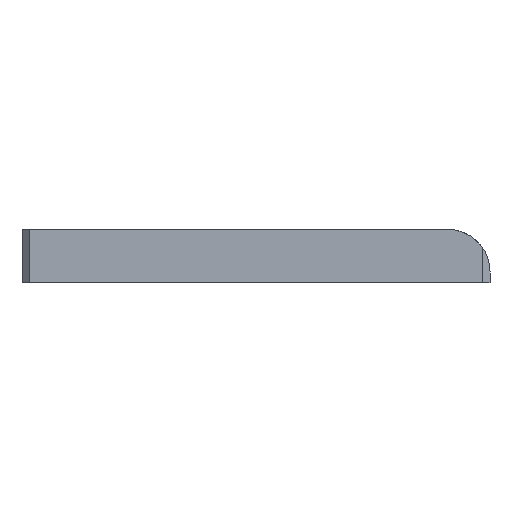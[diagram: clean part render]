
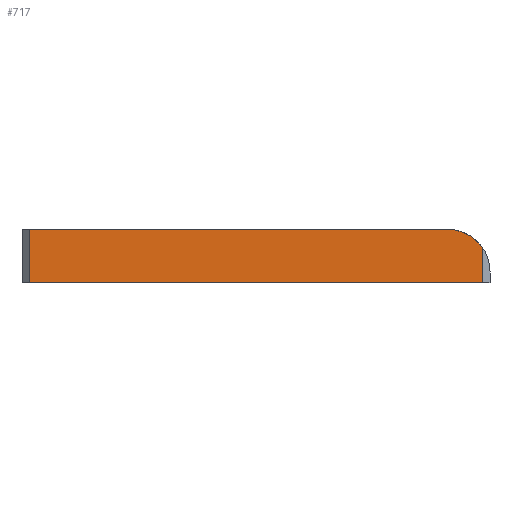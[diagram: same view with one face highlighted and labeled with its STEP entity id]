
A CAD part, left-side view. The second image highlights one B-rep face of the part: STEP entity #717.
In plain terms, the highlighted planar face has unit normal (-1, 0, 0).
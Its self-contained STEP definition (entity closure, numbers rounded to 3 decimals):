
#40 = CARTESIAN_POINT ( 'NONE',  ( 0., 2., 15. ) ) ;
#88 = ORIENTED_EDGE ( 'NONE', *, *, #1721, .T. ) ;
#105 = CARTESIAN_POINT ( 'NONE',  ( 0., 0., 15. ) ) ;
#147 = VERTEX_POINT ( 'NONE', #1400 ) ;
#192 = CARTESIAN_POINT ( 'NONE',  ( 0., 2., 0. ) ) ;
#217 = CARTESIAN_POINT ( 'NONE',  ( 0., 0., 0. ) ) ;
#398 = DIRECTION ( 'NONE',  ( -1., 0., 0. ) ) ;
#405 = CARTESIAN_POINT ( 'NONE',  ( 0., 12., 15. ) ) ;
#547 = CIRCLE ( 'NONE', #1274, 12. ) ;
#686 = EDGE_LOOP ( 'NONE', ( #1767, #2076, #1387, #88, #2199 ) ) ;
#717 = ADVANCED_FACE ( 'NONE', ( #2615 ), #740, .F. ) ;
#726 = DIRECTION ( 'NONE',  ( 0., 0., -1. ) ) ;
#733 = CARTESIAN_POINT ( 'NONE',  ( 0., 130., 0. ) ) ;
#740 = PLANE ( 'NONE',  #1060 ) ;
#781 = CARTESIAN_POINT ( 'NONE',  ( 0., 130., 15. ) ) ;
#806 = EDGE_CURVE ( 'NONE', #147, #1349, #1815, .T. ) ;
#887 = DIRECTION ( 'NONE',  ( 0., 0., -1. ) ) ;
#1015 = DIRECTION ( 'NONE',  ( 0., 0., -1. ) ) ;
#1059 = CARTESIAN_POINT ( 'NONE',  ( 0., 2., 9.633 ) ) ;
#1060 = AXIS2_PLACEMENT_3D ( 'NONE', #2101, #1198, #726 ) ;
#1198 = DIRECTION ( 'NONE',  ( 1., 0., 0. ) ) ;
#1274 = AXIS2_PLACEMENT_3D ( 'NONE', #2258, #398, #887 ) ;
#1349 = VERTEX_POINT ( 'NONE', #405 ) ;
#1373 = DIRECTION ( 'NONE',  ( 0., -1., 0. ) ) ;
#1387 = ORIENTED_EDGE ( 'NONE', *, *, #806, .F. ) ;
#1400 = CARTESIAN_POINT ( 'NONE',  ( 0., 130., 15. ) ) ;
#1407 = VERTEX_POINT ( 'NONE', #1059 ) ;
#1470 = DIRECTION ( 'NONE',  ( 0., -1., 0. ) ) ;
#1565 = VECTOR ( 'NONE', #1373, 1000. ) ;
#1624 = VERTEX_POINT ( 'NONE', #733 ) ;
#1721 = EDGE_CURVE ( 'NONE', #147, #1624, #2317, .T. ) ;
#1767 = ORIENTED_EDGE ( 'NONE', *, *, #2830, .T. ) ;
#1815 = LINE ( 'NONE', #105, #2674 ) ;
#1907 = DIRECTION ( 'NONE',  ( 0., 0., 1. ) ) ;
#1920 = VECTOR ( 'NONE', #1015, 1000. ) ;
#2076 = ORIENTED_EDGE ( 'NONE', *, *, #2468, .T. ) ;
#2101 = CARTESIAN_POINT ( 'NONE',  ( 0., 0., 15. ) ) ;
#2199 = ORIENTED_EDGE ( 'NONE', *, *, #2682, .T. ) ;
#2258 = CARTESIAN_POINT ( 'NONE',  ( 0., 12., 3. ) ) ;
#2317 = LINE ( 'NONE', #781, #1920 ) ;
#2342 = VECTOR ( 'NONE', #1907, 1000. ) ;
#2468 = EDGE_CURVE ( 'NONE', #1407, #1349, #547, .T. ) ;
#2510 = VERTEX_POINT ( 'NONE', #192 ) ;
#2615 = FACE_OUTER_BOUND ( 'NONE', #686, .T. ) ;
#2674 = VECTOR ( 'NONE', #1470, 1000. ) ;
#2682 = EDGE_CURVE ( 'NONE', #1624, #2510, #2947, .T. ) ;
#2702 = LINE ( 'NONE', #40, #2342 ) ;
#2830 = EDGE_CURVE ( 'NONE', #2510, #1407, #2702, .T. ) ;
#2947 = LINE ( 'NONE', #217, #1565 ) ;
